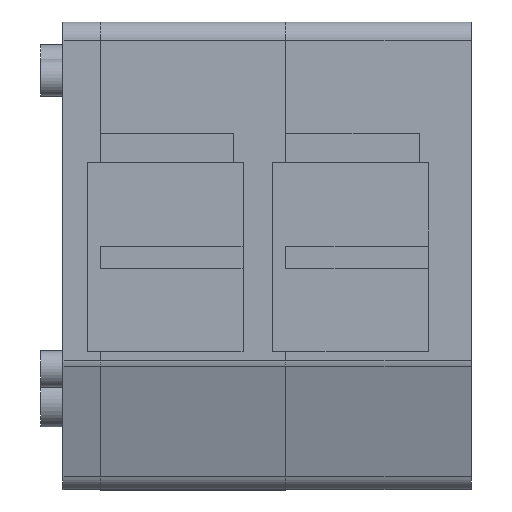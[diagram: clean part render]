
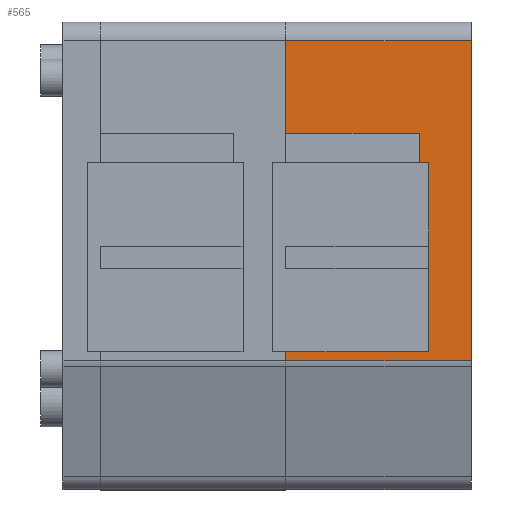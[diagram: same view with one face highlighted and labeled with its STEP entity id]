
A CAD part, top view. The second image highlights one B-rep face of the part: STEP entity #565.
In plain terms, the highlighted planar face has unit normal (0, 0, 1).
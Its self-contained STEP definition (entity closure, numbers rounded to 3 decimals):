
#565 = ADVANCED_FACE( '', ( #1180 ), #1181, .F. );
#1180 = FACE_OUTER_BOUND( '', #1896, .T. );
#1181 = PLANE( '', #1897 );
#1896 = EDGE_LOOP( '', ( #3196, #3197, #3198, #3199, #3200, #3201, #3202, #3203 ) );
#1897 = AXIS2_PLACEMENT_3D( '', #3204, #3205, #3206 );
#3196 = ORIENTED_EDGE( '', *, *, #4630, .T. );
#3197 = ORIENTED_EDGE( '', *, *, #4327, .T. );
#3198 = ORIENTED_EDGE( '', *, *, #4354, .F. );
#3199 = ORIENTED_EDGE( '', *, *, #4775, .T. );
#3200 = ORIENTED_EDGE( '', *, *, #4634, .T. );
#3201 = ORIENTED_EDGE( '', *, *, #4516, .F. );
#3202 = ORIENTED_EDGE( '', *, *, #4776, .F. );
#3203 = ORIENTED_EDGE( '', *, *, #4777, .T. );
#3204 = CARTESIAN_POINT( '', ( 2.5, 4.6, 4.55 ) );
#3205 = DIRECTION( '', ( 0., 0., -1. ) );
#3206 = DIRECTION( '', ( -1., 0., 0. ) );
#4327 = EDGE_CURVE( '', #5157, #5154, #5158, .F. );
#4354 = EDGE_CURVE( '', #5205, #5154, #5206, .T. );
#4516 = EDGE_CURVE( '', #5485, #5486, #5487, .T. );
#4630 = EDGE_CURVE( '', #5665, #5157, #5666, .T. );
#4634 = EDGE_CURVE( '', #5671, #5486, #5672, .T. );
#4775 = EDGE_CURVE( '', #5205, #5671, #5883, .T. );
#4776 = EDGE_CURVE( '', #5884, #5485, #5885, .T. );
#4777 = EDGE_CURVE( '', #5884, #5665, #5886, .T. );
#5154 = VERTEX_POINT( '', #6360 );
#5157 = VERTEX_POINT( '', #6363 );
#5158 = LINE( '', #6364, #6365 );
#5205 = VERTEX_POINT( '', #6428 );
#5206 = LINE( '', #6429, #6430 );
#5485 = VERTEX_POINT( '', #6831 );
#5486 = VERTEX_POINT( '', #6832 );
#5487 = LINE( '', #6833, #6834 );
#5665 = VERTEX_POINT( '', #7084 );
#5666 = LINE( '', #7085, #7086 );
#5671 = VERTEX_POINT( '', #7094 );
#5672 = LINE( '', #7095, #7096 );
#5883 = LINE( '', #7414, #7415 );
#5884 = VERTEX_POINT( '', #7416 );
#5885 = LINE( '', #7417, #7418 );
#5886 = LINE( '', #7419, #7420 );
#6360 = CARTESIAN_POINT( '', ( 2.5, -4.521, 4.55 ) );
#6363 = CARTESIAN_POINT( '', ( -2.5, -4.521, 4.55 ) );
#6364 = CARTESIAN_POINT( '', ( 2.5, -4.521, 4.55 ) );
#6365 = VECTOR( '', #7955, 1000. );
#6428 = CARTESIAN_POINT( '', ( 2.5, 4.1, 4.55 ) );
#6429 = CARTESIAN_POINT( '', ( 2.5, 4.6, 4.55 ) );
#6430 = VECTOR( '', #7987, 1000. );
#6831 = CARTESIAN_POINT( '', ( 1.1, 1.6, 4.55 ) );
#6832 = CARTESIAN_POINT( '', ( -2.5, 1.6, 4.55 ) );
#6833 = CARTESIAN_POINT( '', ( 1.1, 1.6, 4.55 ) );
#6834 = VECTOR( '', #8147, 1000. );
#7084 = CARTESIAN_POINT( '', ( -2.5, -3.2, 4.55 ) );
#7085 = CARTESIAN_POINT( '', ( -2.5, 4.6, 4.55 ) );
#7086 = VECTOR( '', #8271, 1000. );
#7094 = CARTESIAN_POINT( '', ( -2.5, 4.1, 4.55 ) );
#7095 = CARTESIAN_POINT( '', ( -2.5, 4.6, 4.55 ) );
#7096 = VECTOR( '', #8275, 1000. );
#7414 = CARTESIAN_POINT( '', ( 2.5, 4.1, 4.55 ) );
#7415 = VECTOR( '', #8422, 1000. );
#7416 = CARTESIAN_POINT( '', ( 1.1, -3.2, 4.55 ) );
#7417 = CARTESIAN_POINT( '', ( 1.1, -3.2, 4.55 ) );
#7418 = VECTOR( '', #8423, 1000. );
#7419 = CARTESIAN_POINT( '', ( 1.1, -3.2, 4.55 ) );
#7420 = VECTOR( '', #8424, 1000. );
#7955 = DIRECTION( '', ( -1., 0., 0. ) );
#7987 = DIRECTION( '', ( 0., -1., 0. ) );
#8147 = DIRECTION( '', ( -1., 0., 0. ) );
#8271 = DIRECTION( '', ( 0., -1., 0. ) );
#8275 = DIRECTION( '', ( 0., -1., 0. ) );
#8422 = DIRECTION( '', ( -1., 0., 0. ) );
#8423 = DIRECTION( '', ( 0., 1., 0. ) );
#8424 = DIRECTION( '', ( -1., 0., 0. ) );
